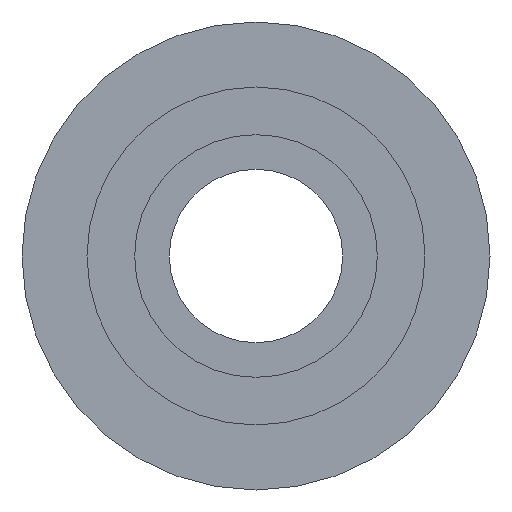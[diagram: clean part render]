
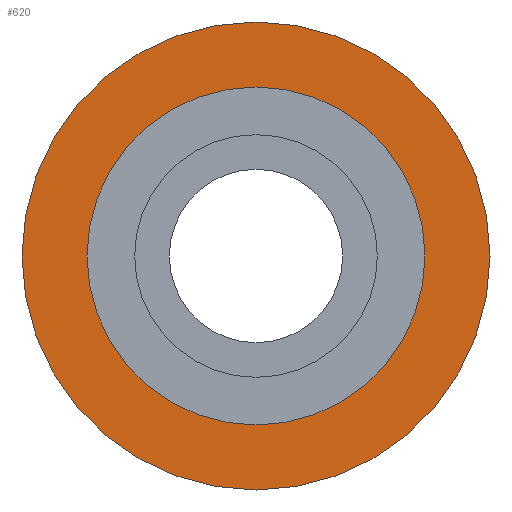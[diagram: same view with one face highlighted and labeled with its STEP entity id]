
A CAD part, front view. The second image highlights one B-rep face of the part: STEP entity #620.
In plain terms, the highlighted planar face has unit normal (0, -1, 0).
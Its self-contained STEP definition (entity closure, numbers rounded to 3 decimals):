
#5 = EDGE_LOOP ( 'NONE', ( #227, #88 ) ) ;
#24 = VERTEX_POINT ( 'NONE', #606 ) ;
#88 = ORIENTED_EDGE ( 'NONE', *, *, #591, .F. ) ;
#105 = DIRECTION ( 'NONE',  ( 0., -1., 0. ) ) ;
#194 = CARTESIAN_POINT ( 'NONE',  ( 0., 5., 9.75 ) ) ;
#200 = DIRECTION ( 'NONE',  ( 0., -1., 0. ) ) ;
#201 = DIRECTION ( 'NONE',  ( 0., 0., -1. ) ) ;
#212 = CIRCLE ( 'NONE', #579, 13.5 ) ;
#227 = ORIENTED_EDGE ( 'NONE', *, *, #625, .F. ) ;
#272 = PLANE ( 'NONE',  #503 ) ;
#276 = VERTEX_POINT ( 'NONE', #194 ) ;
#300 = AXIS2_PLACEMENT_3D ( 'NONE', #509, #324, #560 ) ;
#302 = EDGE_CURVE ( 'NONE', #24, #706, #320, .T. ) ;
#312 = CIRCLE ( 'NONE', #605, 9.75 ) ;
#320 = CIRCLE ( 'NONE', #553, 13.5 ) ;
#324 = DIRECTION ( 'NONE',  ( 0., -1., 0. ) ) ;
#331 = CARTESIAN_POINT ( 'NONE',  ( 0., 5., -9.75 ) ) ;
#333 = DIRECTION ( 'NONE',  ( 0., 1., 0. ) ) ;
#337 = DIRECTION ( 'NONE',  ( 0., 0., 1. ) ) ;
#359 = CARTESIAN_POINT ( 'NONE',  ( 0., 5., 0. ) ) ;
#379 = DIRECTION ( 'NONE',  ( 0., 0., -1. ) ) ;
#405 = FACE_OUTER_BOUND ( 'NONE', #655, .T. ) ;
#422 = EDGE_CURVE ( 'NONE', #706, #24, #212, .T. ) ;
#446 = CARTESIAN_POINT ( 'NONE',  ( 0., 5., -13.5 ) ) ;
#503 = AXIS2_PLACEMENT_3D ( 'NONE', #616, #333, #337 ) ;
#509 = CARTESIAN_POINT ( 'NONE',  ( 0., 5., 0. ) ) ;
#549 = DIRECTION ( 'NONE',  ( 0., 0., -1. ) ) ;
#553 = AXIS2_PLACEMENT_3D ( 'NONE', #359, #200, #201 ) ;
#554 = DIRECTION ( 'NONE',  ( 0., -1., 0. ) ) ;
#560 = DIRECTION ( 'NONE',  ( 0., 0., -1. ) ) ;
#579 = AXIS2_PLACEMENT_3D ( 'NONE', #717, #105, #379 ) ;
#591 = EDGE_CURVE ( 'NONE', #276, #594, #675, .T. ) ;
#594 = VERTEX_POINT ( 'NONE', #331 ) ;
#605 = AXIS2_PLACEMENT_3D ( 'NONE', #670, #554, #549 ) ;
#606 = CARTESIAN_POINT ( 'NONE',  ( 0., 5., 13.5 ) ) ;
#614 = ORIENTED_EDGE ( 'NONE', *, *, #422, .T. ) ;
#616 = CARTESIAN_POINT ( 'NONE',  ( -13.5, 5., 0. ) ) ;
#620 = ADVANCED_FACE ( 'NONE', ( #642, #405 ), #272, .F. ) ;
#625 = EDGE_CURVE ( 'NONE', #594, #276, #312, .T. ) ;
#642 = FACE_BOUND ( 'NONE', #5, .T. ) ;
#655 = EDGE_LOOP ( 'NONE', ( #614, #732 ) ) ;
#670 = CARTESIAN_POINT ( 'NONE',  ( 0., 5., 0. ) ) ;
#675 = CIRCLE ( 'NONE', #300, 9.75 ) ;
#706 = VERTEX_POINT ( 'NONE', #446 ) ;
#717 = CARTESIAN_POINT ( 'NONE',  ( 0., 5., 0. ) ) ;
#732 = ORIENTED_EDGE ( 'NONE', *, *, #302, .T. ) ;
